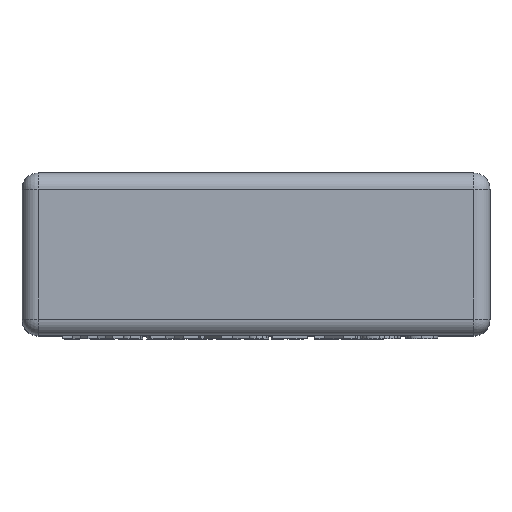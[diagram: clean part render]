
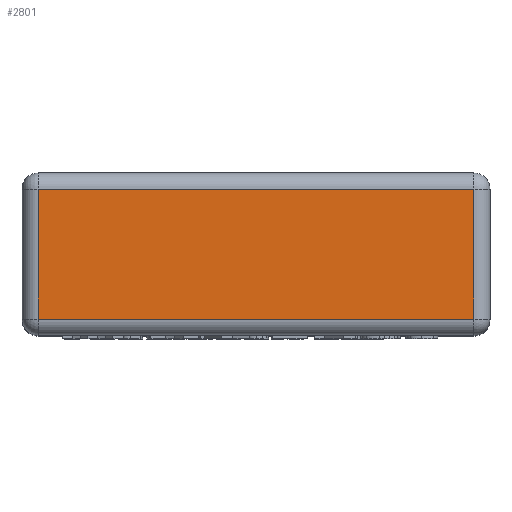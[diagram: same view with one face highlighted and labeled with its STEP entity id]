
A CAD part, top view. The second image highlights one B-rep face of the part: STEP entity #2801.
In plain terms, the highlighted planar face has unit normal (0, 0, 1).
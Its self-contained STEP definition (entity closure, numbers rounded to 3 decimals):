
#193 = VERTEX_POINT('',#194);
#194 = CARTESIAN_POINT('',(-3.35,1.,6.5));
#201 = EDGE_CURVE('',#193,#202,#204,.T.);
#202 = VERTEX_POINT('',#203);
#203 = CARTESIAN_POINT('',(-3.35,-1.,6.5));
#204 = LINE('',#205,#206);
#205 = CARTESIAN_POINT('',(-3.35,1.25,6.5));
#206 = VECTOR('',#207,1.);
#207 = DIRECTION('',(0.,-1.,0.));
#2801 = ADVANCED_FACE('',(#2802),#2827,.T.);
#2802 = FACE_BOUND('',#2803,.T.);
#2803 = EDGE_LOOP('',(#2804,#2812,#2820,#2826));
#2804 = ORIENTED_EDGE('',*,*,#2805,.T.);
#2805 = EDGE_CURVE('',#202,#2806,#2808,.T.);
#2806 = VERTEX_POINT('',#2807);
#2807 = CARTESIAN_POINT('',(3.35,-1.,6.5));
#2808 = LINE('',#2809,#2810);
#2809 = CARTESIAN_POINT('',(-3.6,-1.,6.5));
#2810 = VECTOR('',#2811,1.);
#2811 = DIRECTION('',(1.,0.,0.));
#2812 = ORIENTED_EDGE('',*,*,#2813,.F.);
#2813 = EDGE_CURVE('',#2814,#2806,#2816,.T.);
#2814 = VERTEX_POINT('',#2815);
#2815 = CARTESIAN_POINT('',(3.35,1.,6.5));
#2816 = LINE('',#2817,#2818);
#2817 = CARTESIAN_POINT('',(3.35,1.25,6.5));
#2818 = VECTOR('',#2819,1.);
#2819 = DIRECTION('',(0.,-1.,0.));
#2820 = ORIENTED_EDGE('',*,*,#2821,.F.);
#2821 = EDGE_CURVE('',#193,#2814,#2822,.T.);
#2822 = LINE('',#2823,#2824);
#2823 = CARTESIAN_POINT('',(-3.6,1.,6.5));
#2824 = VECTOR('',#2825,1.);
#2825 = DIRECTION('',(1.,0.,0.));
#2826 = ORIENTED_EDGE('',*,*,#201,.T.);
#2827 = PLANE('',#2828);
#2828 = AXIS2_PLACEMENT_3D('',#2829,#2830,#2831);
#2829 = CARTESIAN_POINT('',(-3.6,1.25,6.5));
#2830 = DIRECTION('',(0.,0.,1.));
#2831 = DIRECTION('',(1.,0.,0.));
